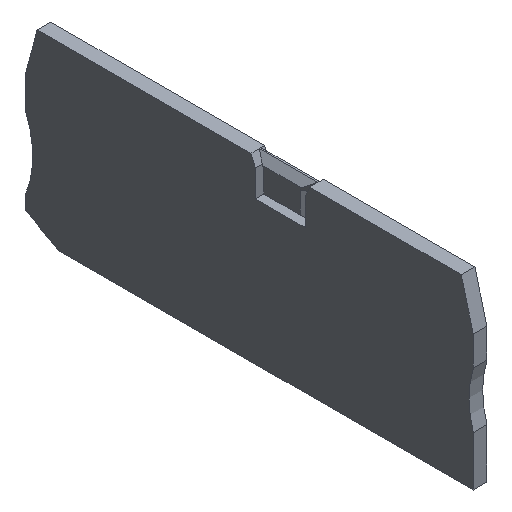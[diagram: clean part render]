
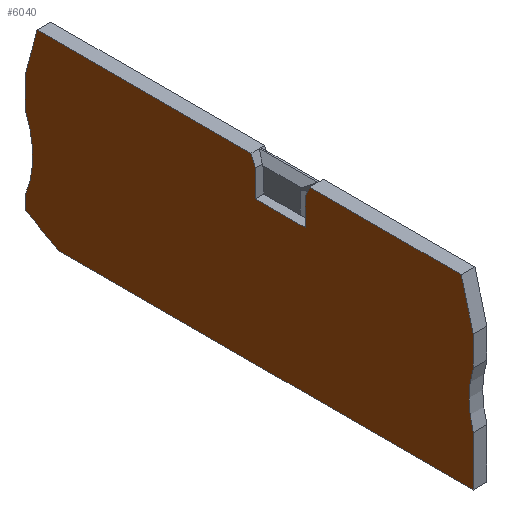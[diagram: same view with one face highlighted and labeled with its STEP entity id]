
A CAD part, isometric view. The second image highlights one B-rep face of the part: STEP entity #6040.
In plain terms, the highlighted face is planar.
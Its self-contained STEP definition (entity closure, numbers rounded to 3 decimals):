
#60=CARTESIAN_POINT('',(38.032,-12.13,53.17));
#70=DIRECTION('',(0.,-1.,0.));
#80=VECTOR('',#70,1.);
#90=LINE('',#60,#80);
#100=CARTESIAN_POINT('',(38.032,-16.466,53.17));
#110=VERTEX_POINT('',#100);
#120=CARTESIAN_POINT('',(38.032,-21.2,53.17));
#130=VERTEX_POINT('',#120);
#140=EDGE_CURVE('',#110,#130,#90,.T.);
#1970=CARTESIAN_POINT('',(-34.168,-16.466,53.17));
#1980=VERTEX_POINT('',#1970);
#2010=CARTESIAN_POINT('',(-33.006,-12.13,53.17));
#2020=DIRECTION('',(0.259,0.966,0.));
#2030=VECTOR('',#2020,1.);
#2040=LINE('',#2010,#2030);
#2050=CARTESIAN_POINT('',(-32.208,-9.15,53.17));
#2060=VERTEX_POINT('',#2050);
#2070=EDGE_CURVE('',#1980,#2060,#2040,.T.);
#2360=CARTESIAN_POINT('',(38.032,-33.2,53.17));
#2370=VERTEX_POINT('',#2360);
#2400=CARTESIAN_POINT('',(38.032,-12.13,53.17));
#2410=DIRECTION('',(0.,-1.,0.));
#2420=VECTOR('',#2410,1.);
#2430=LINE('',#2400,#2420);
#2440=CARTESIAN_POINT('',(38.032,-35.2,53.17));
#2450=VERTEX_POINT('',#2440);
#2460=EDGE_CURVE('',#2370,#2450,#2430,.T.);
#2730=CARTESIAN_POINT('',(-34.168,-38.2,53.17));
#2740=VERTEX_POINT('',#2730);
#2770=CARTESIAN_POINT('',(-34.168,-12.13,53.17));
#2780=DIRECTION('',(0.,1.,0.));
#2790=VECTOR('',#2780,1.);
#2800=LINE('',#2770,#2790);
#2810=CARTESIAN_POINT('',(-34.168,-30.2,53.17));
#2820=VERTEX_POINT('',#2810);
#2830=EDGE_CURVE('',#2740,#2820,#2800,.T.);
#3080=CARTESIAN_POINT('',(-48.477,-25.7,53.17));
#3090=DIRECTION('',(0.,0.,1.));
#3100=DIRECTION('',(1.,0.,0.));
#3110=AXIS2_PLACEMENT_3D('',#3080,#3090,#3100);
#3120=CIRCLE('',#3110,15.);
#3130=CARTESIAN_POINT('',(-34.168,-21.2,53.17));
#3140=VERTEX_POINT('',#3130);
#3150=EDGE_CURVE('',#2820,#3140,#3120,.T.);
#3400=CARTESIAN_POINT('',(51.78,-27.2,53.17));
#3410=DIRECTION('',(0.,0.,1.));
#3420=DIRECTION('',(1.,0.,0.));
#3430=AXIS2_PLACEMENT_3D('',#3400,#3410,#3420);
#3440=CIRCLE('',#3430,15.);
#3450=EDGE_CURVE('',#130,#2370,#3440,.T.);
#3680=CARTESIAN_POINT('',(-7.786,-9.15,53.17));
#3690=VERTEX_POINT('',#3680);
#3720=CARTESIAN_POINT('',(-6.527,-12.13,53.17));
#3730=DIRECTION('',(0.389,-0.921,0.));
#3740=VECTOR('',#3730,1.);
#3750=LINE('',#3720,#3740);
#3760=CARTESIAN_POINT('',(-7.068,-10.85,53.17));
#3770=VERTEX_POINT('',#3760);
#3780=EDGE_CURVE('',#3690,#3770,#3750,.T.);
#4060=CARTESIAN_POINT('',(0.932,-10.85,53.17));
#4070=VERTEX_POINT('',#4060);
#4100=CARTESIAN_POINT('',(0.391,-12.13,53.17));
#4110=DIRECTION('',(0.389,0.921,0.));
#4120=VECTOR('',#4110,1.);
#4130=LINE('',#4100,#4120);
#4140=CARTESIAN_POINT('',(1.651,-9.15,53.17));
#4150=VERTEX_POINT('',#4140);
#4160=EDGE_CURVE('',#4070,#4150,#4130,.T.);
#4410=CARTESIAN_POINT('',(11.446,-49.95,53.17));
#4420=DIRECTION('',(-0.874,-0.485,0.));
#4430=VECTOR('',#4420,1.);
#4440=LINE('',#4410,#4430);
#4450=CARTESIAN_POINT('',(32.625,-38.2,53.17));
#4460=VERTEX_POINT('',#4450);
#4470=EDGE_CURVE('',#2450,#4460,#4440,.T.);
#4730=CARTESIAN_POINT('',(11.446,-38.2,53.17));
#4740=DIRECTION('',(-1.,0.,0.));
#4750=VECTOR('',#4740,1.);
#4760=LINE('',#4730,#4750);
#4770=EDGE_CURVE('',#4460,#2740,#4760,.T.);
#4990=CARTESIAN_POINT('',(-7.068,-15.15,53.17));
#5000=VERTEX_POINT('',#4990);
#5030=CARTESIAN_POINT('',(11.446,-15.15,53.17));
#5040=DIRECTION('',(1.,0.,0.));
#5050=VECTOR('',#5040,1.);
#5060=LINE('',#5030,#5050);
#5070=CARTESIAN_POINT('',(0.932,-15.15,53.17));
#5080=VERTEX_POINT('',#5070);
#5090=EDGE_CURVE('',#5000,#5080,#5060,.T.);
#5370=CARTESIAN_POINT('',(36.072,-9.15,53.17));
#5380=VERTEX_POINT('',#5370);
#5410=CARTESIAN_POINT('',(36.87,-12.13,53.17));
#5420=DIRECTION('',(0.259,-0.966,0.));
#5430=VECTOR('',#5420,1.);
#5440=LINE('',#5410,#5430);
#5450=EDGE_CURVE('',#5380,#110,#5440,.T.);
#5590=CARTESIAN_POINT('',(-4.681,-22.352,53.17));
#5600=DIRECTION('',(0.,0.,-1.));
#5610=DIRECTION('',(-1.,0.,0.));
#5620=AXIS2_PLACEMENT_3D('',#5590,#5600,#5610);
#5630=PLANE('',#5620);
#5640=ORIENTED_EDGE('',*,*,#4160,.T.);
#5650=CARTESIAN_POINT('',(0.932,-12.13,53.17));
#5660=DIRECTION('',(0.,1.,0.));
#5670=VECTOR('',#5660,1.);
#5680=LINE('',#5650,#5670);
#5690=EDGE_CURVE('',#5080,#4070,#5680,.T.);
#5700=ORIENTED_EDGE('',*,*,#5690,.T.);
#5710=ORIENTED_EDGE('',*,*,#5090,.T.);
#5720=CARTESIAN_POINT('',(-7.068,-12.13,53.17));
#5730=DIRECTION('',(0.,-1.,0.));
#5740=VECTOR('',#5730,1.);
#5750=LINE('',#5720,#5740);
#5760=EDGE_CURVE('',#3770,#5000,#5750,.T.);
#5770=ORIENTED_EDGE('',*,*,#5760,.T.);
#5780=ORIENTED_EDGE('',*,*,#3780,.T.);
#5790=CARTESIAN_POINT('',(11.446,-9.15,53.17));
#5800=DIRECTION('',(1.,0.,0.));
#5810=VECTOR('',#5800,1.);
#5820=LINE('',#5790,#5810);
#5830=EDGE_CURVE('',#2060,#3690,#5820,.T.);
#5840=ORIENTED_EDGE('',*,*,#5830,.T.);
#5850=ORIENTED_EDGE('',*,*,#2070,.T.);
#5860=CARTESIAN_POINT('',(-34.168,-12.13,53.17));
#5870=DIRECTION('',(0.,1.,0.));
#5880=VECTOR('',#5870,1.);
#5890=LINE('',#5860,#5880);
#5900=EDGE_CURVE('',#3140,#1980,#5890,.T.);
#5910=ORIENTED_EDGE('',*,*,#5900,.T.);
#5920=ORIENTED_EDGE('',*,*,#3150,.T.);
#5930=ORIENTED_EDGE('',*,*,#2830,.T.);
#5940=ORIENTED_EDGE('',*,*,#4770,.T.);
#5950=ORIENTED_EDGE('',*,*,#4470,.T.);
#5960=ORIENTED_EDGE('',*,*,#2460,.T.);
#5970=ORIENTED_EDGE('',*,*,#3450,.T.);
#5980=ORIENTED_EDGE('',*,*,#140,.T.);
#5990=ORIENTED_EDGE('',*,*,#5450,.T.);
#6000=EDGE_CURVE('',#4150,#5380,#5820,.T.);
#6010=ORIENTED_EDGE('',*,*,#6000,.T.);
#6020=EDGE_LOOP('',(#6010,#5990,#5980,#5970,#5960,#5950,#5940,#5930,
#5920,#5910,#5850,#5840,#5780,#5770,#5710,#5700,#5640));
#6030=FACE_OUTER_BOUND('',#6020,.T.);
#6040=ADVANCED_FACE('',(#6030),#5630,.T.);
